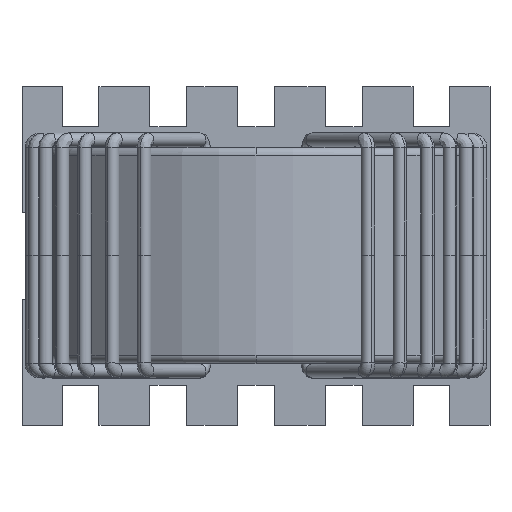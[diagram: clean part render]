
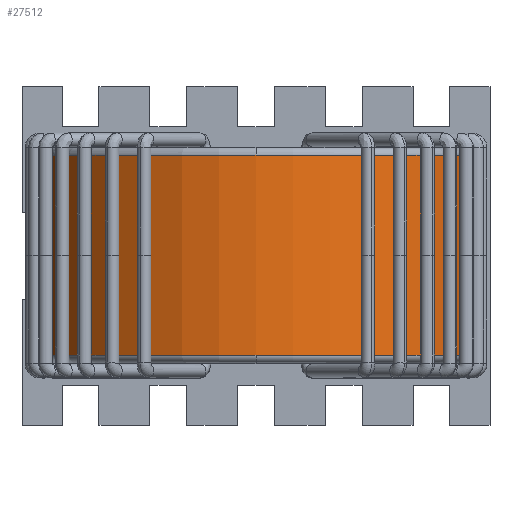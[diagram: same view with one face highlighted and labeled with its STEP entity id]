
A CAD part, top view. The second image highlights one B-rep face of the part: STEP entity #27512.
In plain terms, the highlighted cylindrical face has radius 14 mm (diameter 28 mm), a partial arc.
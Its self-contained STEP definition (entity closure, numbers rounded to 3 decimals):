
#27196=CARTESIAN_POINT('',(14.0,-6.5,21.0));
#27197=VERTEX_POINT('',#27196);
#27205=CARTESIAN_POINT('',(0.,-6.5,35.0));
#27206=VERTEX_POINT('',#27205);
#27207=CARTESIAN_POINT('',(0.,-6.5,21.0));
#27208=DIRECTION('',(0.0,-1.0,0.0));
#27209=DIRECTION('',(-1.0,0.0,0.0));
#27210=AXIS2_PLACEMENT_3D('',#27207,#27208,#27209);
#27211=CIRCLE('',#27210,14.0);
#27212=EDGE_CURVE('',#27197,#27206,#27211,.T.);
#27349=CARTESIAN_POINT('',(14.0,6.5,21.0));
#27350=VERTEX_POINT('',#27349);
#27351=CARTESIAN_POINT('',(14.0,-6.5,21.0));
#27352=DIRECTION('',(0.0,1.0,0.0));
#27353=VECTOR('',#27352,13.0);
#27354=LINE('',#27351,#27353);
#27355=EDGE_CURVE('',#27197,#27350,#27354,.T.);
#27358=CARTESIAN_POINT('',(-14.0,-6.5,21.0));
#27359=VERTEX_POINT('',#27358);
#27367=CARTESIAN_POINT('',(-14.0,6.5,21.0));
#27368=VERTEX_POINT('',#27367);
#27369=CARTESIAN_POINT('',(-14.0,-6.5,21.0));
#27370=DIRECTION('',(0.0,1.0,0.0));
#27371=VECTOR('',#27370,13.0);
#27372=LINE('',#27369,#27371);
#27373=EDGE_CURVE('',#27359,#27368,#27372,.T.);
#27399=CARTESIAN_POINT('',(0.,6.5,35.0));
#27400=VERTEX_POINT('',#27399);
#27410=CARTESIAN_POINT('',(0.,6.5,21.0));
#27411=DIRECTION('',(0.0,1.0,0.0));
#27412=DIRECTION('',(-1.0,0.0,0.0));
#27413=AXIS2_PLACEMENT_3D('',#27410,#27411,#27412);
#27414=CIRCLE('',#27413,14.0);
#27415=EDGE_CURVE('',#27400,#27350,#27414,.T.);
#27461=CARTESIAN_POINT('',(0.,6.5,21.0));
#27462=DIRECTION('',(0.0,1.0,0.0));
#27463=DIRECTION('',(-1.0,0.0,0.0));
#27464=AXIS2_PLACEMENT_3D('',#27461,#27462,#27463);
#27465=CIRCLE('',#27464,14.0);
#27466=EDGE_CURVE('',#27368,#27400,#27465,.T.);
#27493=CARTESIAN_POINT('',(0.,7.,21.0));
#27494=DIRECTION('',(0.,-1.0,0.0));
#27495=DIRECTION('',(1.0,0.0,0.0));
#27496=AXIS2_PLACEMENT_3D('',#27493,#27494,#27495);
#27497=CYLINDRICAL_SURFACE('',#27496,14.0);
#27498=ORIENTED_EDGE('',*,*,#27355,.T.);
#27499=ORIENTED_EDGE('',*,*,#27415,.F.);
#27500=ORIENTED_EDGE('',*,*,#27466,.F.);
#27501=ORIENTED_EDGE('',*,*,#27373,.F.);
#27502=CARTESIAN_POINT('',(0.,-6.5,21.0));
#27503=DIRECTION('',(0.0,-1.0,0.0));
#27504=DIRECTION('',(-1.0,0.0,0.0));
#27505=AXIS2_PLACEMENT_3D('',#27502,#27503,#27504);
#27506=CIRCLE('',#27505,14.0);
#27507=EDGE_CURVE('',#27206,#27359,#27506,.T.);
#27508=ORIENTED_EDGE('',*,*,#27507,.F.);
#27509=ORIENTED_EDGE('',*,*,#27212,.F.);
#27510=EDGE_LOOP('',(#27498,#27499,#27500,#27501,#27508,#27509));
#27511=FACE_OUTER_BOUND('',#27510,.T.);
#27512=ADVANCED_FACE('',(#27511),#27497,.T.);
